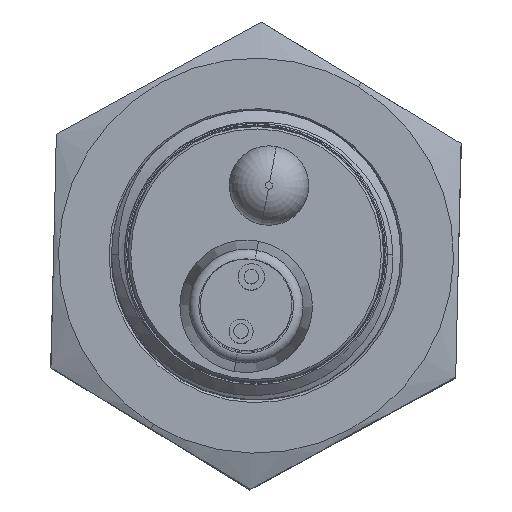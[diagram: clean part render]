
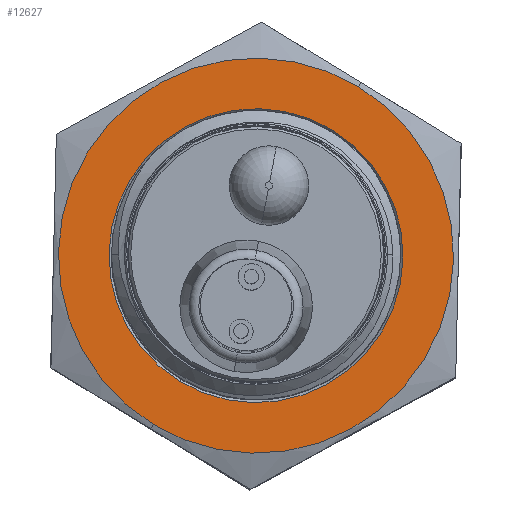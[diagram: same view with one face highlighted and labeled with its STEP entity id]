
A CAD part, top view. The second image highlights one B-rep face of the part: STEP entity #12627.
In plain terms, the highlighted face is planar.
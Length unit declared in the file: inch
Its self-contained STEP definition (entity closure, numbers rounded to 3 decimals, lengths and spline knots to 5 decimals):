
#5 = AXIS2_PLACEMENT_3D ( 'NONE', #13765, #8679, #12264 ) ;
#226 = EDGE_CURVE ( 'NONE', #6113, #21854, #6618, .T. ) ;
#1342 = CARTESIAN_POINT ( 'NONE',  ( 0.24016, 0., 0. ) ) ;
#2562 = AXIS2_PLACEMENT_3D ( 'NONE', #16953, #12723, #16522 ) ;
#3961 = DIRECTION ( 'NONE',  ( 0., 0., 1. ) ) ;
#5032 = DIRECTION ( 'NONE',  ( -1., 0., 0. ) ) ;
#5430 = FACE_OUTER_BOUND ( 'NONE', #15474, .T. ) ;
#6113 = VERTEX_POINT ( 'NONE', #16476 ) ;
#6618 = CIRCLE ( 'NONE', #15481, 0.32281 ) ;
#6874 = CARTESIAN_POINT ( 'NONE',  ( 0., 0., 0. ) ) ;
#7156 = ORIENTED_EDGE ( 'NONE', *, *, #15310, .T. ) ;
#7188 = CIRCLE ( 'NONE', #9772, 0.24016 ) ;
#7631 = CIRCLE ( 'NONE', #15001, 0.24016 ) ;
#8624 = DIRECTION ( 'NONE',  ( 1., 0., 0. ) ) ;
#8679 = DIRECTION ( 'NONE',  ( 0., 0., 1. ) ) ;
#9772 = AXIS2_PLACEMENT_3D ( 'NONE', #14687, #3961, #16536 ) ;
#9854 = EDGE_CURVE ( 'NONE', #19225, #12340, #7631, .T. ) ;
#10295 = ORIENTED_EDGE ( 'NONE', *, *, #9854, .T. ) ;
#10314 = CARTESIAN_POINT ( 'NONE',  ( -0.24016, 0., 0. ) ) ;
#10747 = PLANE ( 'NONE',  #5 ) ;
#11047 = EDGE_CURVE ( 'NONE', #12340, #19225, #7188, .T. ) ;
#11794 = EDGE_LOOP ( 'NONE', ( #13311, #10295 ) ) ;
#12264 = DIRECTION ( 'NONE',  ( 1., 0., 0. ) ) ;
#12340 = VERTEX_POINT ( 'NONE', #10314 ) ;
#12485 = FACE_BOUND ( 'NONE', #11794, .T. ) ;
#12627 = ADVANCED_FACE ( 'NONE', ( #12485, #5430 ), #10747, .F. ) ;
#12723 = DIRECTION ( 'NONE',  ( 0., 0., -1. ) ) ;
#13311 = ORIENTED_EDGE ( 'NONE', *, *, #11047, .T. ) ;
#13327 = CARTESIAN_POINT ( 'NONE',  ( -0.32281, 0., 0. ) ) ;
#13604 = ORIENTED_EDGE ( 'NONE', *, *, #226, .T. ) ;
#13765 = CARTESIAN_POINT ( 'NONE',  ( 0., 0., 0. ) ) ;
#13927 = DIRECTION ( 'NONE',  ( 0., 0., -1. ) ) ;
#14687 = CARTESIAN_POINT ( 'NONE',  ( 0., 0., 0. ) ) ;
#15001 = AXIS2_PLACEMENT_3D ( 'NONE', #6874, #21156, #8624 ) ;
#15310 = EDGE_CURVE ( 'NONE', #21854, #6113, #19951, .T. ) ;
#15422 = CARTESIAN_POINT ( 'NONE',  ( 0., 0., 0. ) ) ;
#15474 = EDGE_LOOP ( 'NONE', ( #13604, #7156 ) ) ;
#15481 = AXIS2_PLACEMENT_3D ( 'NONE', #15422, #13927, #5032 ) ;
#16476 = CARTESIAN_POINT ( 'NONE',  ( 0.32281, 0., 0. ) ) ;
#16522 = DIRECTION ( 'NONE',  ( -1., 0., 0. ) ) ;
#16536 = DIRECTION ( 'NONE',  ( 1., 0., 0. ) ) ;
#16953 = CARTESIAN_POINT ( 'NONE',  ( 0., 0., 0. ) ) ;
#19225 = VERTEX_POINT ( 'NONE', #1342 ) ;
#19951 = CIRCLE ( 'NONE', #2562, 0.32281 ) ;
#21156 = DIRECTION ( 'NONE',  ( 0., 0., 1. ) ) ;
#21854 = VERTEX_POINT ( 'NONE', #13327 ) ;
